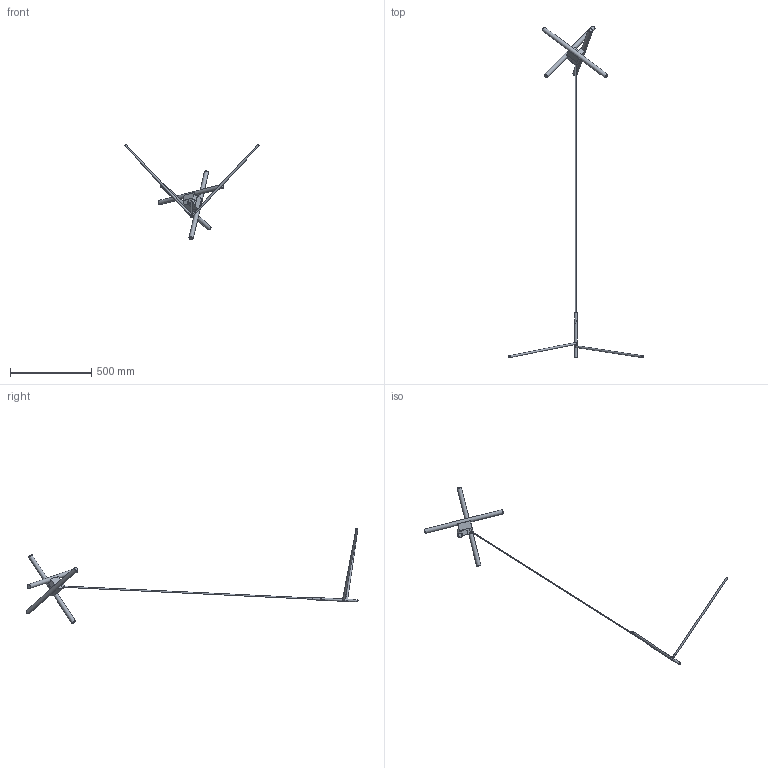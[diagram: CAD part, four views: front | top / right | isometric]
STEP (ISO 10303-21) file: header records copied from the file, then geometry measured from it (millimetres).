
FILE_DESCRIPTION (( 'STEP AP203' ), '1' );
FILE_NAME ('IL-77-01-01-F200715-LÁMPARA OLVIDADA DE PIE.STEP', '2020-06-12T07:01:48', ( '' ), ( '' ), 'SwSTEP 2.0', 'SolidWorks 2019', '' );
FILE_SCHEMA (( 'CONFIG_CONTROL_DESIGN' ));
Length unit declared in the file: millimetre
Products named in the file (9): socket set screw flat point_din_PreviewCfg; IL-77-01-01-F200715-LÁMPARA OLVIDADA DE PIE; IL-77-02-06-08-F010217-DADO PORTALINESTRAS; IL-77-02-01-02-F200715-PATA_Predeterminada; IL-77-02-06-01-F200715-TUBO ESTANDAR; IL-77-02-01-01-F200715-BASE; IL-77-05-02-F200715-LINESTRA; IL-77-02-06-09-F200715-CONJUNTO CABEZA; IL-77-02-06-07-F200715-PORTALINESTRA_Predeterminada
Assembly tree (13 placements, depth 3):
  IL-77-01-01-F200715-LÁMPARA OLVIDADA DE PIE
    IL-77-02-01-01-F200715-BASE
    IL-77-02-01-02-F200715-PATA_Predeterminada  x2
    IL-77-02-06-01-F200715-TUBO ESTANDAR
    IL-77-02-06-09-F200715-CONJUNTO CABEZA
      IL-77-02-06-08-F010217-DADO PORTALINESTRAS
      IL-77-02-06-07-F200715-PORTALINESTRA_Predeterminada  x3
      IL-77-05-02-F200715-LINESTRA  x3
      socket set screw flat point_din_PreviewCfg
Bounding box: 828.83 x 2043.63 x 584.16 mm (x, y, z)
Volume: 1386743.1 mm3; surface area: 318736.9 mm2
Topology: 13 solids, 13 shells, 157 faces, 380 edges, 243 vertices
Faces by surface type: plane 65, cylinder 61, cone 15, torus 7, bspline 5, sphere 4
Full cylindrical faces by diameter (mm): 0.5 x1, 1.4 x1, 2 x1, 2.5 x6, 3.3 x1, 5 x1, 6 x2, 6.8 x3, 7 x3, 8 x3, 8.5 x1, 12 x2, 15 x1, 27 x3
Entity records: 5646 total; most frequent: CARTESIAN_POINT 2170, DIRECTION 491, ORIENTED_EDGE 440, EDGE_CURVE 220, AXIS2_PLACEMENT_3D 212, EDGE_LOOP 179, VERTEX_POINT 161, FACE_OUTER_BOUND 141
